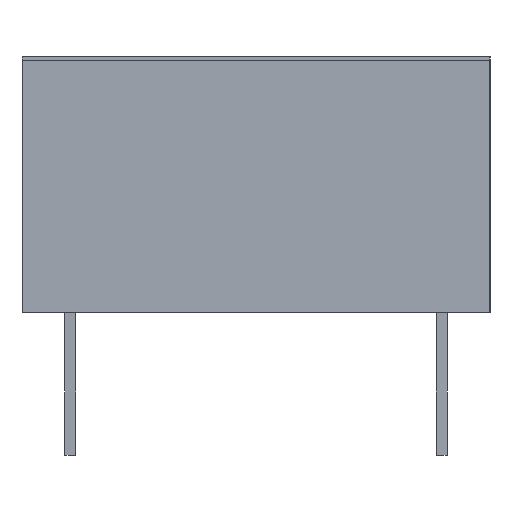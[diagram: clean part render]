
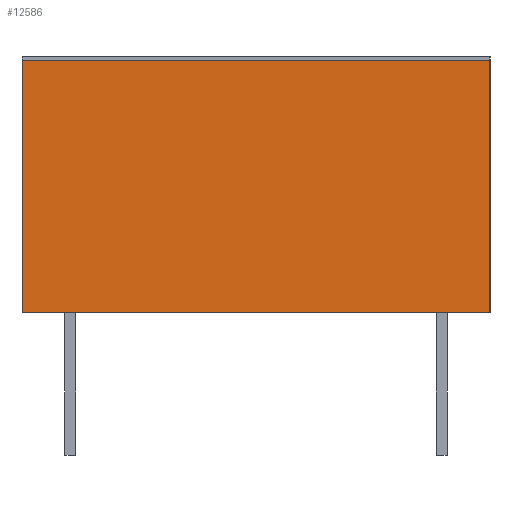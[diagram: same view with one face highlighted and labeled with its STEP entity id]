
A CAD part, left-side view. The second image highlights one B-rep face of the part: STEP entity #12586.
In plain terms, the highlighted planar face has unit normal (-1, 0, 0).
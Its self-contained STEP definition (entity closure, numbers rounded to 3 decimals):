
#12560 = VERTEX_POINT('',#12561);
#12561 = CARTESIAN_POINT('',(-20.097,6.402,6.89));
#12569 = VERTEX_POINT('',#12570);
#12570 = CARTESIAN_POINT('',(-20.097,6.402,-0.01));
#12576 = EDGE_CURVE('',#12560,#12569,#12577,.T.);
#12577 = LINE('',#12578,#12579);
#12578 = CARTESIAN_POINT('',(-20.097,6.402,6.89));
#12579 = VECTOR('',#12580,1.);
#12580 = DIRECTION('',(0.,0.,-1.));
#12586 = ADVANCED_FACE('',(#12587),#12612,.T.);
#12587 = FACE_BOUND('',#12588,.T.);
#12588 = EDGE_LOOP('',(#12589,#12597,#12598,#12606));
#12589 = ORIENTED_EDGE('',*,*,#12590,.F.);
#12590 = EDGE_CURVE('',#12560,#12591,#12593,.T.);
#12591 = VERTEX_POINT('',#12592);
#12592 = CARTESIAN_POINT('',(-20.097,-6.398,6.89));
#12593 = LINE('',#12594,#12595);
#12594 = CARTESIAN_POINT('',(-20.097,6.402,6.89));
#12595 = VECTOR('',#12596,1.);
#12596 = DIRECTION('',(0.,-1.,0.));
#12597 = ORIENTED_EDGE('',*,*,#12576,.T.);
#12598 = ORIENTED_EDGE('',*,*,#12599,.F.);
#12599 = EDGE_CURVE('',#12600,#12569,#12602,.T.);
#12600 = VERTEX_POINT('',#12601);
#12601 = CARTESIAN_POINT('',(-20.097,-6.398,-0.01));
#12602 = LINE('',#12603,#12604);
#12603 = CARTESIAN_POINT('',(-20.097,6.402,-0.01));
#12604 = VECTOR('',#12605,1.);
#12605 = DIRECTION('',(0.,1.,0.));
#12606 = ORIENTED_EDGE('',*,*,#12607,.F.);
#12607 = EDGE_CURVE('',#12591,#12600,#12608,.T.);
#12608 = LINE('',#12609,#12610);
#12609 = CARTESIAN_POINT('',(-20.097,-6.398,6.89));
#12610 = VECTOR('',#12611,1.);
#12611 = DIRECTION('',(0.,0.,-1.));
#12612 = PLANE('',#12613);
#12613 = AXIS2_PLACEMENT_3D('',#12614,#12615,#12616);
#12614 = CARTESIAN_POINT('',(-20.097,-6.398,6.89));
#12615 = DIRECTION('',(-1.,0.,0.));
#12616 = DIRECTION('',(0.,1.,0.));
